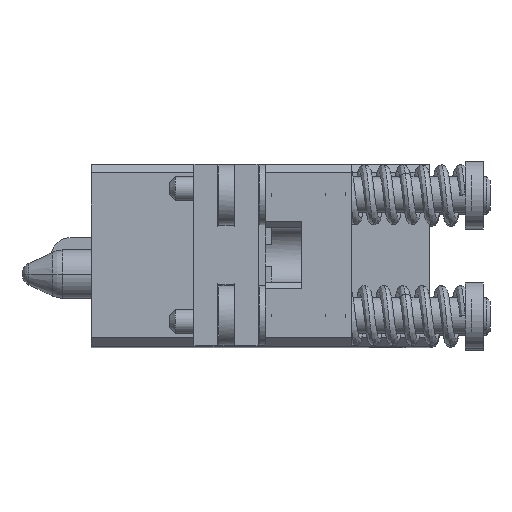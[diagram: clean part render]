
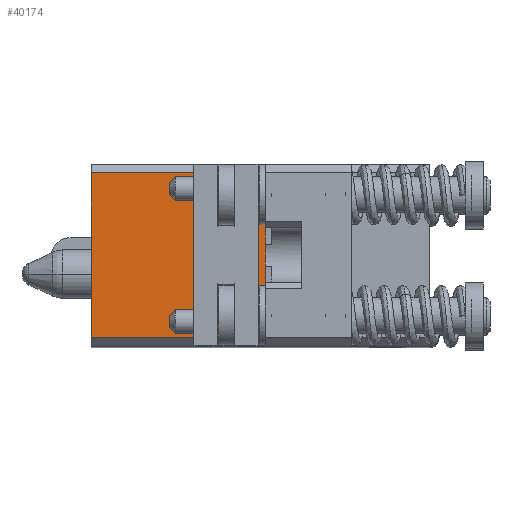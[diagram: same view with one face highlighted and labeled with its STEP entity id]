
A CAD part, top view. The second image highlights one B-rep face of the part: STEP entity #40174.
In plain terms, the highlighted planar face has unit normal (0, 0, 1).
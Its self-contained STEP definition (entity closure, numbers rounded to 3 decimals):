
#45=DIRECTION('',(0.,-1.,0.));
#46=VECTOR('',#45,13.632);
#47=CARTESIAN_POINT('',(-14.016,6.816,37.491));
#48=LINE('',#47,#46);
#13672=DIRECTION('',(-1.,0.,0.));
#13673=VECTOR('',#13672,14.4);
#13674=CARTESIAN_POINT('',(0.384,-6.816,37.491));
#13675=LINE('',#13674,#13673);
#13676=DIRECTION('',(-1.,0.,0.));
#13677=VECTOR('',#13676,14.4);
#13678=CARTESIAN_POINT('',(0.384,6.816,37.491));
#13679=LINE('',#13678,#13677);
#13680=DIRECTION('',(0.,-1.,0.));
#13681=VECTOR('',#13680,13.632);
#13682=CARTESIAN_POINT('',(0.384,6.816,37.491));
#13683=LINE('',#13682,#13681);
#20247=CARTESIAN_POINT('',(-14.016,-6.816,37.491));
#20249=VERTEX_POINT('',#20247);
#20250=CARTESIAN_POINT('',(0.384,-6.816,37.491));
#20251=VERTEX_POINT('',#20250);
#20270=CARTESIAN_POINT('',(-14.016,6.816,37.491));
#20272=VERTEX_POINT('',#20270);
#20276=CARTESIAN_POINT('',(0.384,6.816,37.491));
#20277=VERTEX_POINT('',#20276);
#40161=CARTESIAN_POINT('',(-13.99,7.505,37.491));
#40162=DIRECTION('',(0.,0.,1.));
#40163=DIRECTION('',(0.,-1.,0.));
#40164=AXIS2_PLACEMENT_3D('',#40161,#40162,#40163);
#40165=PLANE('',#40164);
#40167=ORIENTED_EDGE('',*,*,#40166,.T.);
#40168=ORIENTED_EDGE('',*,*,#21755,.F.);
#40170=ORIENTED_EDGE('',*,*,#40169,.F.);
#40171=ORIENTED_EDGE('',*,*,#40138,.T.);
#40172=EDGE_LOOP('',(#40167,#40168,#40170,#40171));
#40173=FACE_OUTER_BOUND('',#40172,.F.);
#40174=ADVANCED_FACE('',(#40173),#40165,.T.);
#21755=EDGE_CURVE('',#20272,#20249,#48,.T.);
#40138=EDGE_CURVE('',#20277,#20251,#13683,.T.);
#40166=EDGE_CURVE('',#20251,#20249,#13675,.T.);
#40169=EDGE_CURVE('',#20277,#20272,#13679,.T.);
